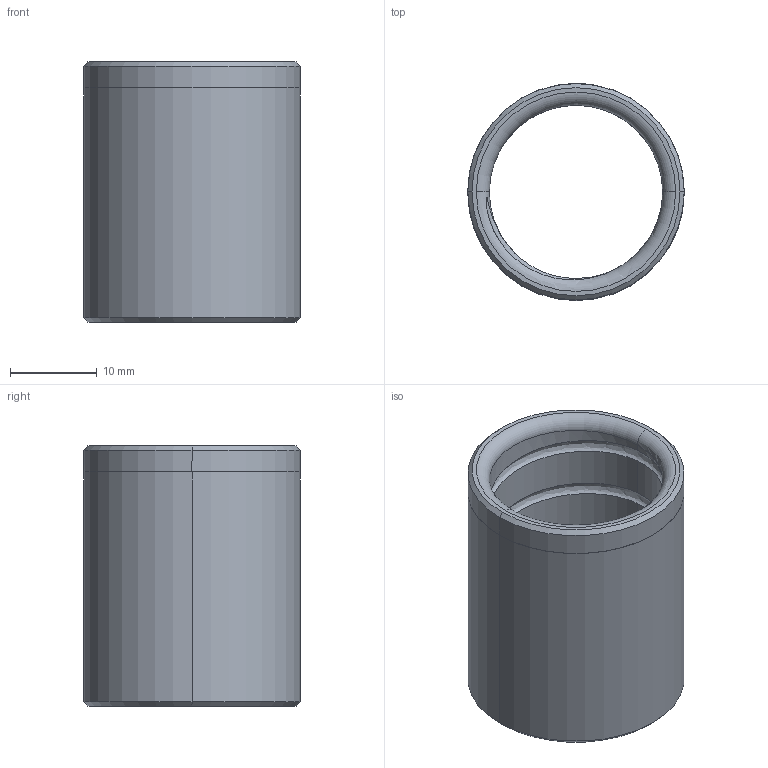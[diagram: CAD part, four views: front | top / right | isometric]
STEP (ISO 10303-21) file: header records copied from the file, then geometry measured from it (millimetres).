
FILE_DESCRIPTION (( 'STEP AP214' ), '1' );
FILE_NAME ('GBLV-D25-d20-L30.step', '2021-09-10T06:58:37', ( 'User' ), ( 'china' ), 'SwSTEP 2.0', 'SolidWorks 2016', '' );
FILE_SCHEMA (( 'AUTOMOTIVE_DESIGN' ));
Length unit declared in the file: millimetre
Products named in the file (1): GBLV-D25-d20-L30
Bounding box: 25 x 25 x 30 mm (x, y, z)
Volume: 5038.6 mm3; surface area: 4605.6 mm2
Topology: 1 solids, 1 shells, 48 faces, 121 edges, 78 vertices
Faces by surface type: cylinder 28, plane 11, torus 4, cone 4, bspline 1
Entity records: 2614 total; most frequent: CARTESIAN_POINT 1513, ORIENTED_EDGE 242, DIRECTION 201, EDGE_CURVE 121, VERTEX_POINT 78, AXIS2_PLACEMENT_3D 78, EDGE_LOOP 53, FACE_OUTER_BOUND 48
